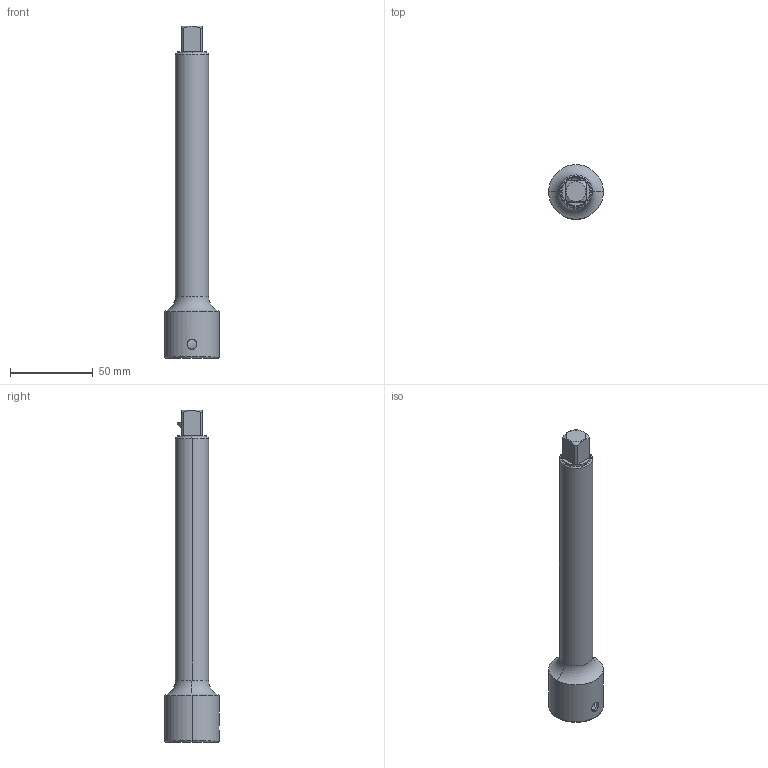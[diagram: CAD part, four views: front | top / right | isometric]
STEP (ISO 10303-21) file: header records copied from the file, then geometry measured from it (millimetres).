
FILE_DESCRIPTION((''),'2;1');
FILE_NAME('4027133436_ASM','2023-08-22T12:22:10',('A00565553'),(''),'CREO PARAMETRIC BY PTC INC, 2022414','CREO PARAMETRIC BY PTC INC, 2022414','');
FILE_SCHEMA(('CONFIG_CONTROL_DESIGN','GEOMETRIC_VALIDATION_PROPERTIES_MIM'));
Length unit declared in the file: millimetre
Products named in the file (3): 4027133446; 4027041217; 4027133436_ASM
Assembly tree (2 placements, depth 2):
  4027133436_ASM
    4027133446
    4027041217
Bounding box: 33 x 33 x 200.3 mm (x, y, z)
Volume: 68778.5 mm3; surface area: 39005 mm2
Topology: 3 solids, 3 shells, 90 faces, 250 edges, 151 vertices
Faces by surface type: cylinder 33, plane 20, cone 18, torus 13, bspline 4, sphere 2
Entity records: 4654 total; most frequent: CARTESIAN_POINT 1514, ORIENTED_EDGE 472, DIRECTION 450, PRESENTATION_STYLE_ASSIGNMENT 241, STYLED_ITEM 239, CURVE_STYLE 236, EDGE_CURVE 236, AXIS2_PLACEMENT_3D 188
